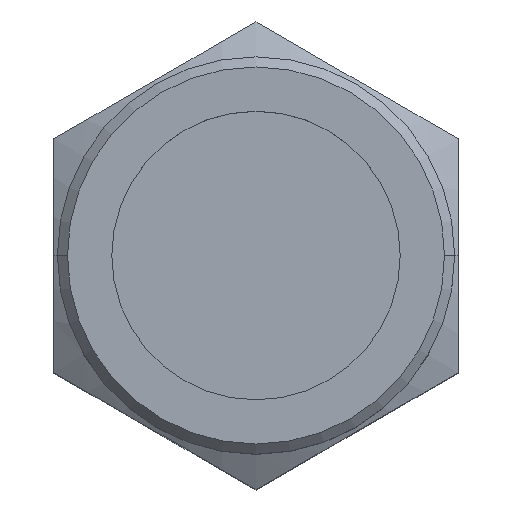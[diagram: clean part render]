
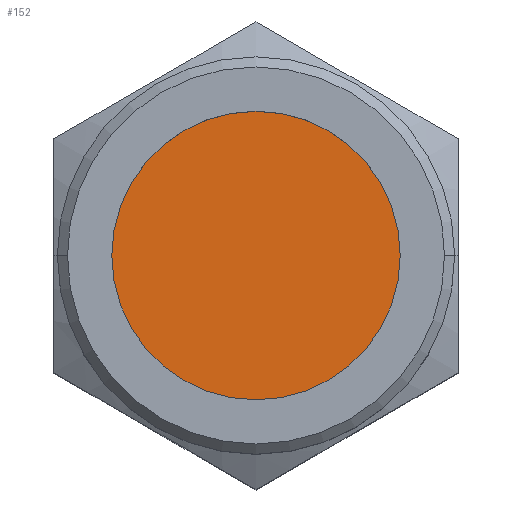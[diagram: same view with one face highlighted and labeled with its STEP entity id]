
A CAD part, top view. The second image highlights one B-rep face of the part: STEP entity #152.
In plain terms, the highlighted planar face has unit normal (0, 0, 1).
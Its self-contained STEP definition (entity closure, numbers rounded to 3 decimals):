
#48 = DIRECTION ( 'NONE',  ( -1., 0., 0. ) ) ;
#53 = CIRCLE ( 'NONE', #1200, 2.85 ) ;
#72 = DIRECTION ( 'NONE',  ( -1., 0., 0. ) ) ;
#98 = DIRECTION ( 'NONE',  ( -1., 0., 0. ) ) ;
#137 = DIRECTION ( 'NONE',  ( 0., 0., 1. ) ) ;
#138 = DIRECTION ( 'NONE',  ( 0., 0., -1. ) ) ;
#151 = CARTESIAN_POINT ( 'NONE',  ( 0., 0., -0.957 ) ) ;
#152 = ADVANCED_FACE ( 'NONE', ( #713 ), #1494, .F. ) ;
#207 = CIRCLE ( 'NONE', #995, 2.85 ) ;
#248 = VERTEX_POINT ( 'NONE', #1407 ) ;
#682 = EDGE_CURVE ( 'NONE', #1391, #248, #53, .T. ) ;
#713 = FACE_OUTER_BOUND ( 'NONE', #1807, .T. ) ;
#918 = CARTESIAN_POINT ( 'NONE',  ( 0., 0., -0.957 ) ) ;
#970 = CARTESIAN_POINT ( 'NONE',  ( -2.85, 0., -0.957 ) ) ;
#995 = AXIS2_PLACEMENT_3D ( 'NONE', #151, #137, #72 ) ;
#1130 = EDGE_CURVE ( 'NONE', #248, #1391, #207, .T. ) ;
#1145 = ORIENTED_EDGE ( 'NONE', *, *, #1130, .T. ) ;
#1200 = AXIS2_PLACEMENT_3D ( 'NONE', #1577, #1472, #48 ) ;
#1332 = ORIENTED_EDGE ( 'NONE', *, *, #682, .T. ) ;
#1391 = VERTEX_POINT ( 'NONE', #970 ) ;
#1399 = AXIS2_PLACEMENT_3D ( 'NONE', #918, #138, #98 ) ;
#1407 = CARTESIAN_POINT ( 'NONE',  ( 2.85, 0., -0.957 ) ) ;
#1472 = DIRECTION ( 'NONE',  ( 0., 0., 1. ) ) ;
#1494 = PLANE ( 'NONE',  #1399 ) ;
#1577 = CARTESIAN_POINT ( 'NONE',  ( 0., 0., -0.957 ) ) ;
#1807 = EDGE_LOOP ( 'NONE', ( #1145, #1332 ) ) ;
